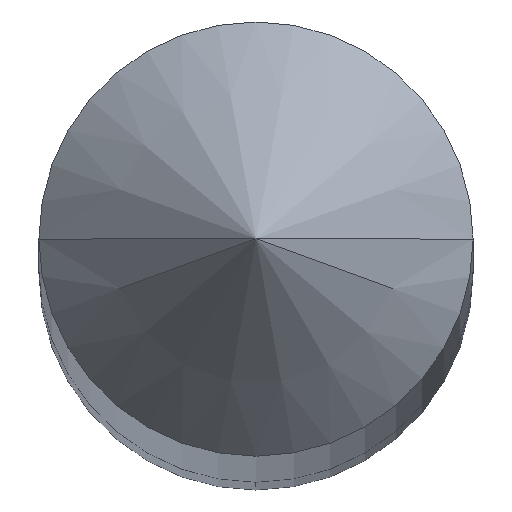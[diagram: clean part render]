
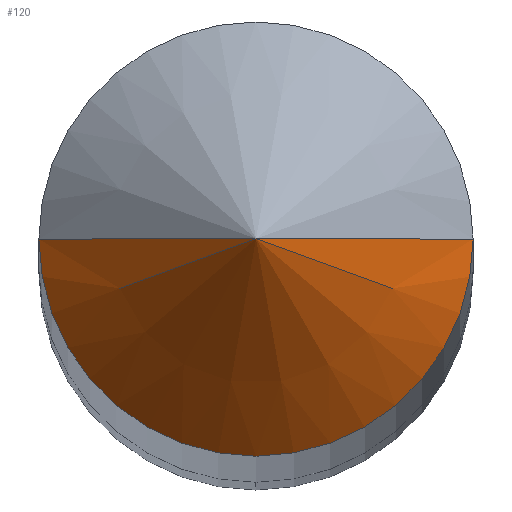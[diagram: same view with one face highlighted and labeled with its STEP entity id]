
A CAD part, top view. The second image highlights one B-rep face of the part: STEP entity #120.
In plain terms, the highlighted conical face has half-angle 45 degrees and reference radius 0.203 mm.
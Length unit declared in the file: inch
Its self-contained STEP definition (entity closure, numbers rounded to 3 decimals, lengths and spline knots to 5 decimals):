
#23 = VECTOR ( 'NONE', #73, 39.37008 ) ;
#46 = ORIENTED_EDGE ( 'NONE', *, *, #88, .T. ) ;
#51 = CARTESIAN_POINT ( 'NONE',  ( 0., 0., -0.02325 ) ) ;
#64 = AXIS2_PLACEMENT_3D ( 'NONE', #117, #247, #296 ) ;
#68 = DIRECTION ( 'NONE',  ( -1., 0., 0. ) ) ;
#73 = DIRECTION ( 'NONE',  ( 0.707, 0., -0.707 ) ) ;
#86 = LINE ( 'NONE', #342, #203 ) ;
#87 = ORIENTED_EDGE ( 'NONE', *, *, #112, .F. ) ;
#88 = EDGE_CURVE ( 'NONE', #260, #330, #281, .T. ) ;
#105 = DIRECTION ( 'NONE',  ( -0.707, 0., -0.707 ) ) ;
#112 = EDGE_CURVE ( 'NONE', #257, #330, #146, .T. ) ;
#117 = CARTESIAN_POINT ( 'NONE',  ( 0., 0., -0.03125 ) ) ;
#120 = ADVANCED_FACE ( 'NONE', ( #124 ), #294, .T. ) ;
#124 = FACE_OUTER_BOUND ( 'NONE', #313, .T. ) ;
#127 = CARTESIAN_POINT ( 'NONE',  ( -0.008, 0., -0.03125 ) ) ;
#146 = LINE ( 'NONE', #316, #23 ) ;
#150 = CARTESIAN_POINT ( 'NONE',  ( 0., 0., -0.03125 ) ) ;
#203 = VECTOR ( 'NONE', #105, 39.37008 ) ;
#240 = AXIS2_PLACEMENT_3D ( 'NONE', #150, #267, #68 ) ;
#247 = DIRECTION ( 'NONE',  ( 0., 0., 1. ) ) ;
#255 = CARTESIAN_POINT ( 'NONE',  ( 0.008, 0., -0.03125 ) ) ;
#257 = VERTEX_POINT ( 'NONE', #51 ) ;
#260 = VERTEX_POINT ( 'NONE', #127 ) ;
#262 = ORIENTED_EDGE ( 'NONE', *, *, #280, .T. ) ;
#267 = DIRECTION ( 'NONE',  ( 0., 0., -1. ) ) ;
#280 = EDGE_CURVE ( 'NONE', #257, #260, #86, .T. ) ;
#281 = CIRCLE ( 'NONE', #64, 0.008 ) ;
#294 = CONICAL_SURFACE ( 'NONE', #240, 0.008, 0.785 ) ;
#296 = DIRECTION ( 'NONE',  ( 1., 0., 0. ) ) ;
#313 = EDGE_LOOP ( 'NONE', ( #87, #262, #46 ) ) ;
#316 = CARTESIAN_POINT ( 'NONE',  ( 0.008, 0., -0.03125 ) ) ;
#330 = VERTEX_POINT ( 'NONE', #255 ) ;
#342 = CARTESIAN_POINT ( 'NONE',  ( -0.008, 0., -0.03125 ) ) ;
